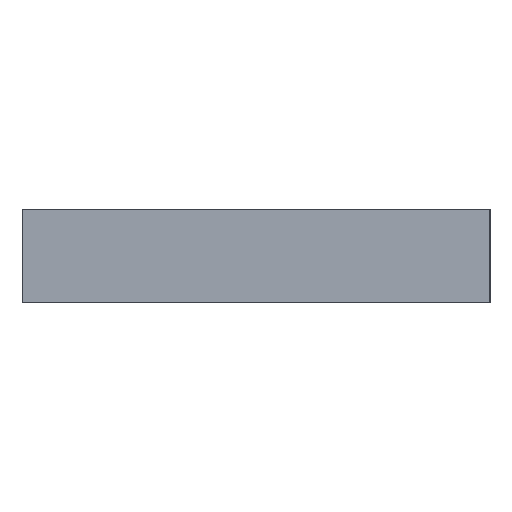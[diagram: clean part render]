
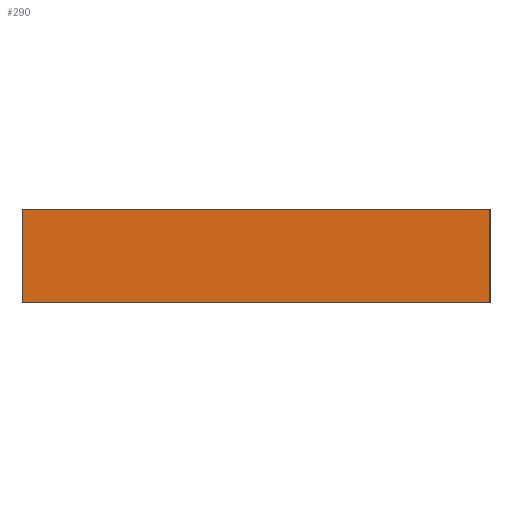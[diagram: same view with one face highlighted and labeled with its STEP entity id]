
A CAD part, left-side view. The second image highlights one B-rep face of the part: STEP entity #290.
In plain terms, the highlighted planar face has unit normal (-1, 0, 0).
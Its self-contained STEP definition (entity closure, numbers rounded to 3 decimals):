
#8 = EDGE_CURVE ( 'NONE', #151, #29, #155, .T. ) ;
#29 = VERTEX_POINT ( 'NONE', #63 ) ;
#60 = VECTOR ( 'NONE', #311, 1000. ) ;
#63 = CARTESIAN_POINT ( 'NONE',  ( -88.112, -37.946, 0. ) ) ;
#65 = CARTESIAN_POINT ( 'NONE',  ( -88.112, 152.054, 38. ) ) ;
#73 = EDGE_CURVE ( 'NONE', #255, #151, #305, .T. ) ;
#85 = VERTEX_POINT ( 'NONE', #260 ) ;
#103 = ORIENTED_EDGE ( 'NONE', *, *, #73, .T. ) ;
#116 = ORIENTED_EDGE ( 'NONE', *, *, #224, .F. ) ;
#119 = CARTESIAN_POINT ( 'NONE',  ( -88.112, 152.054, 0. ) ) ;
#128 = ORIENTED_EDGE ( 'NONE', *, *, #337, .F. ) ;
#130 = LINE ( 'NONE', #294, #60 ) ;
#140 = ORIENTED_EDGE ( 'NONE', *, *, #8, .T. ) ;
#141 = DIRECTION ( 'NONE',  ( 0., -1., 0. ) ) ;
#144 = AXIS2_PLACEMENT_3D ( 'NONE', #325, #309, #308 ) ;
#150 = DIRECTION ( 'NONE',  ( 0., 0., -1. ) ) ;
#151 = VERTEX_POINT ( 'NONE', #298 ) ;
#155 = LINE ( 'NONE', #119, #173 ) ;
#173 = VECTOR ( 'NONE', #141, 1000. ) ;
#175 = CARTESIAN_POINT ( 'NONE',  ( -88.112, -37.946, 38. ) ) ;
#224 = EDGE_CURVE ( 'NONE', #85, #29, #247, .T. ) ;
#236 = FACE_OUTER_BOUND ( 'NONE', #281, .T. ) ;
#244 = CARTESIAN_POINT ( 'NONE',  ( -88.112, 152.054, 38. ) ) ;
#247 = LINE ( 'NONE', #175, #265 ) ;
#255 = VERTEX_POINT ( 'NONE', #244 ) ;
#260 = CARTESIAN_POINT ( 'NONE',  ( -88.112, -37.946, 38. ) ) ;
#265 = VECTOR ( 'NONE', #150, 1000. ) ;
#281 = EDGE_LOOP ( 'NONE', ( #140, #116, #128, #103 ) ) ;
#290 = ADVANCED_FACE ( 'NONE', ( #236 ), #327, .F. ) ;
#293 = DIRECTION ( 'NONE',  ( 0., 0., -1. ) ) ;
#294 = CARTESIAN_POINT ( 'NONE',  ( -88.112, 152.054, 38. ) ) ;
#298 = CARTESIAN_POINT ( 'NONE',  ( -88.112, 152.054, 0. ) ) ;
#305 = LINE ( 'NONE', #65, #320 ) ;
#308 = DIRECTION ( 'NONE',  ( 0., 1., 0. ) ) ;
#309 = DIRECTION ( 'NONE',  ( 1., 0., 0. ) ) ;
#311 = DIRECTION ( 'NONE',  ( 0., -1., 0. ) ) ;
#320 = VECTOR ( 'NONE', #293, 1000. ) ;
#325 = CARTESIAN_POINT ( 'NONE',  ( -88.112, 152.054, 38. ) ) ;
#327 = PLANE ( 'NONE',  #144 ) ;
#337 = EDGE_CURVE ( 'NONE', #255, #85, #130, .T. ) ;
